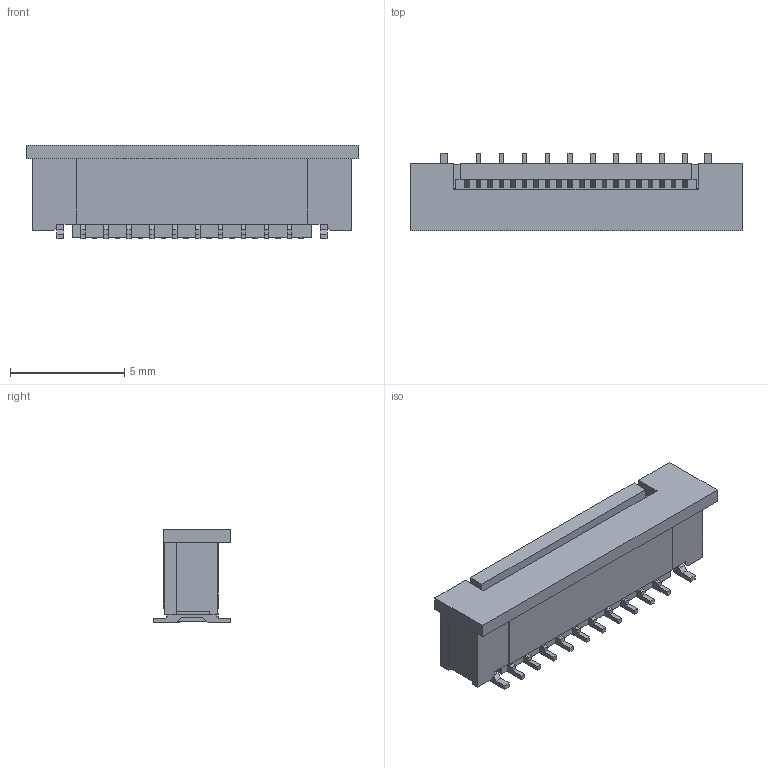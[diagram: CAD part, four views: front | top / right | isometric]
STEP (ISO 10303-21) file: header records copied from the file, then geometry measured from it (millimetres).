
FILE_DESCRIPTION((''),'2;1');
FILE_NAME('I62674_201121LF','2007-11-01T',('ShoujiR'),(''),'PRO/ENGINEER BY PARAMETRIC TECHNOLOGY CORPORATION, 2005230','PRO/ENGINEER BY PARAMETRIC TECHNOLOGY CORPORATION, 2005230','');
FILE_SCHEMA(('CONFIG_CONTROL_DESIGN'));
Length unit declared in the file: millimetre
Products named in the file (1): I62674_201121LF
Bounding box: 14.5 x 3.4 x 4.1 mm (x, y, z)
Volume: 120 mm3; surface area: 340.9 mm2
Topology: 1 solids, 1 shells, 427 faces, 1261 edges, 838 vertices
Faces by surface type: plane 427
Entity records: 13969 total; most frequent: CARTESIAN_POINT 2526, ORIENTED_EDGE 2522, DIRECTION 2115, VECTOR 1261, LINE 1261, EDGE_CURVE 1261, VERTEX_POINT 838, EDGE_LOOP 429
